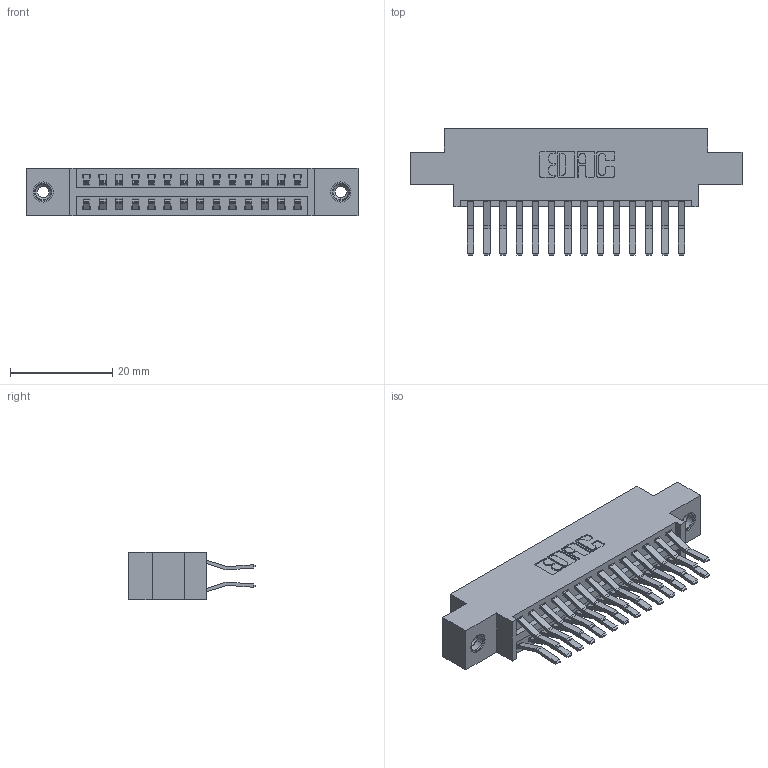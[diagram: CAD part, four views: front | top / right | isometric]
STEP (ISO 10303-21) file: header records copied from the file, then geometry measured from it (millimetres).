
FILE_DESCRIPTION (( 'STEP AP203' ), '1' );
FILE_NAME ('346-028-560-808.STEP', '2022-05-19T15:49:42', ( '' ), ( '' ), 'SwSTEP 2.0', 'SolidWorks 2020', '' );
FILE_SCHEMA (( 'CONFIG_CONTROL_DESIGN' ));
Length unit declared in the file: inch
Products named in the file (4): 345-292-001_560 Tail; 346 Part_0.170 Offset - 0.156 Dia-TI; 345-250-001_345-250-003-102; 346-028-560-808
Assembly tree (31 placements, depth 2):
  346-028-560-808
    346 Part_0.170 Offset - 0.156 Dia-TI
    345-292-001_560 Tail  x28
    345-250-001_345-250-003-102  x2
Bounding box: 65.02 x 24.78 x 9.4 mm (x, y, z)
Volume: 6145.6 mm3; surface area: 8696.7 mm2
Topology: 31 solids, 31 shells, 1698 faces, 4985 edges, 3278 vertices
Faces by surface type: plane 1092, cylinder 590, cone 12, torus 4
Entity records: 14312 total; most frequent: CARTESIAN_POINT 2383, ORIENTED_EDGE 2310, DIRECTION 2181, EDGE_CURVE 1155, VECTOR 943, LINE 943, VERTEX_POINT 764, AXIS2_PLACEMENT_3D 619
